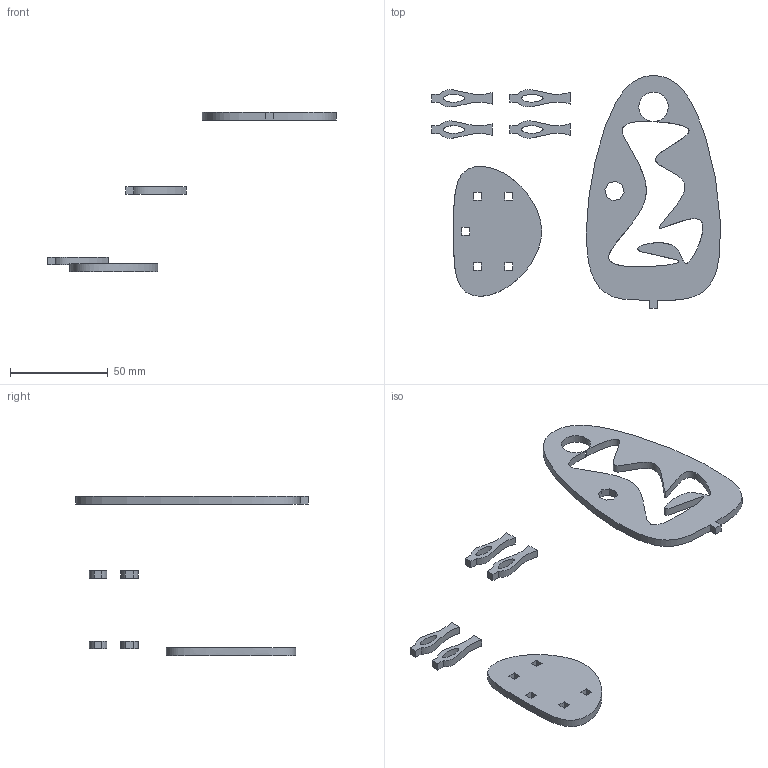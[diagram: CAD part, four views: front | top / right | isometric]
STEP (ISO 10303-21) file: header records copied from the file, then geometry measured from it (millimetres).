
FILE_DESCRIPTION(('HOOPS Exchange Step'),'2;1');
FILE_NAME('temp_export','2025-02-18T15:43:12+02:00',('giiguulen'),('Shapr3D Limited'),'HOOPS Exchange 2024.8','Shapr3D','Authorized');
FILE_SCHEMA( ('AP242_MANAGED_MODEL_BASED_3D_ENGINEERING_MIM_LF {1 0 10303 442 1 1 4}') );
Length unit declared in the file: millimetre
Products named in the file (2): Linear Pattern 01; root
Assembly tree (1 placements, depth 2):
  root
    Linear Pattern 01
Bounding box: 147.72 x 118.97 x 81.5 mm (x, y, z)
Volume: 29702 mm3; surface area: 19965.7 mm2
Topology: 6 solids, 6 shells, 77 faces, 195 edges, 130 vertices
Faces by surface type: plane 59, bspline 15, cylinder 3
Entity records: 3862 total; most frequent: CARTESIAN_POINT 2006, ORIENTED_EDGE 390, DIRECTION 298, EDGE_CURVE 195, VECTOR 154, LINE 154, VERTEX_POINT 130, EDGE_LOOP 99
